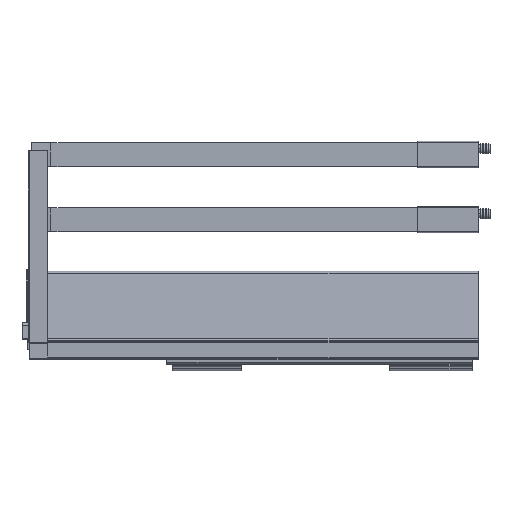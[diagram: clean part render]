
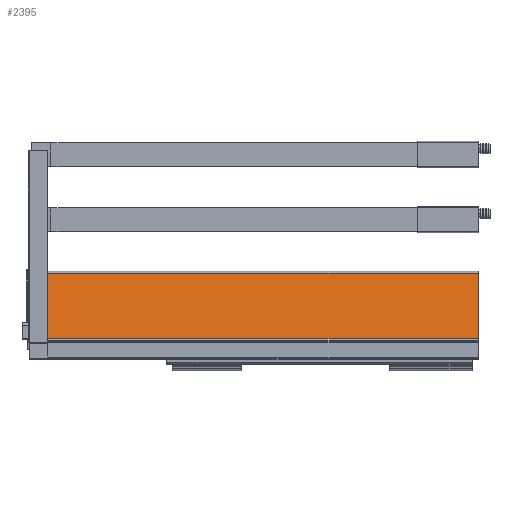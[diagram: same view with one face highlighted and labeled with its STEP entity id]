
A CAD part, top view. The second image highlights one B-rep face of the part: STEP entity #2395.
In plain terms, the highlighted planar face has unit normal (0, 0.139, 0.99).
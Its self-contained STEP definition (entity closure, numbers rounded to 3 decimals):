
#313 = VERTEX_POINT ( 'NONE', #1466 ) ;
#356 = EDGE_CURVE ( 'NONE', #10368, #3723, #3789, .T. ) ;
#407 = EDGE_CURVE ( 'NONE', #313, #13397, #13487, .T. ) ;
#455 = DIRECTION ( 'NONE',  ( 0., 0.99, -0.139 ) ) ;
#1466 = CARTESIAN_POINT ( 'NONE',  ( 0., 75.024, 25.028 ) ) ;
#2395 = ADVANCED_FACE ( 'NONE', ( #13191 ), #7494, .T. ) ;
#3446 = DIRECTION ( 'NONE',  ( 0., -0.99, 0.139 ) ) ;
#3723 = VERTEX_POINT ( 'NONE', #13064 ) ;
#3727 = CARTESIAN_POINT ( 'NONE',  ( 0., 75.024, 25.028 ) ) ;
#3789 = LINE ( 'NONE', #8205, #4339 ) ;
#3858 = ORIENTED_EDGE ( 'NONE', *, *, #10576, .F. ) ;
#4151 = ORIENTED_EDGE ( 'NONE', *, *, #407, .F. ) ;
#4339 = VECTOR ( 'NONE', #455, 1000. ) ;
#5033 = ORIENTED_EDGE ( 'NONE', *, *, #356, .F. ) ;
#5267 = VECTOR ( 'NONE', #12677, 1000. ) ;
#6088 = EDGE_LOOP ( 'NONE', ( #5033, #7888, #4151, #3858 ) ) ;
#6165 = VECTOR ( 'NONE', #9426, 1000. ) ;
#7032 = LINE ( 'NONE', #12382, #9144 ) ;
#7494 = PLANE ( 'NONE',  #12819 ) ;
#7639 = DIRECTION ( 'NONE',  ( 0., 0.139, 0.99 ) ) ;
#7888 = ORIENTED_EDGE ( 'NONE', *, *, #10860, .T. ) ;
#8205 = CARTESIAN_POINT ( 'NONE',  ( -423.5, 75.024, 25.028 ) ) ;
#8836 = CARTESIAN_POINT ( 'NONE',  ( -423.5, 10.222, 34.135 ) ) ;
#9144 = VECTOR ( 'NONE', #9178, 1000. ) ;
#9178 = DIRECTION ( 'NONE',  ( 1., 0., 0. ) ) ;
#9413 = CARTESIAN_POINT ( 'NONE',  ( -443., 75.024, 25.028 ) ) ;
#9426 = DIRECTION ( 'NONE',  ( 0., -0.99, 0.139 ) ) ;
#10123 = CARTESIAN_POINT ( 'NONE',  ( 0., 10.222, 34.135 ) ) ;
#10368 = VERTEX_POINT ( 'NONE', #8836 ) ;
#10576 = EDGE_CURVE ( 'NONE', #3723, #313, #12616, .T. ) ;
#10860 = EDGE_CURVE ( 'NONE', #10368, #13397, #7032, .T. ) ;
#12382 = CARTESIAN_POINT ( 'NONE',  ( 0., 10.222, 34.135 ) ) ;
#12616 = LINE ( 'NONE', #9413, #5267 ) ;
#12677 = DIRECTION ( 'NONE',  ( 1., 0., 0. ) ) ;
#12819 = AXIS2_PLACEMENT_3D ( 'NONE', #14062, #7639, #3446 ) ;
#13064 = CARTESIAN_POINT ( 'NONE',  ( -423.5, 75.024, 25.028 ) ) ;
#13191 = FACE_OUTER_BOUND ( 'NONE', #6088, .T. ) ;
#13397 = VERTEX_POINT ( 'NONE', #10123 ) ;
#13487 = LINE ( 'NONE', #3727, #6165 ) ;
#14062 = CARTESIAN_POINT ( 'NONE',  ( -443., 75.024, 25.028 ) ) ;
